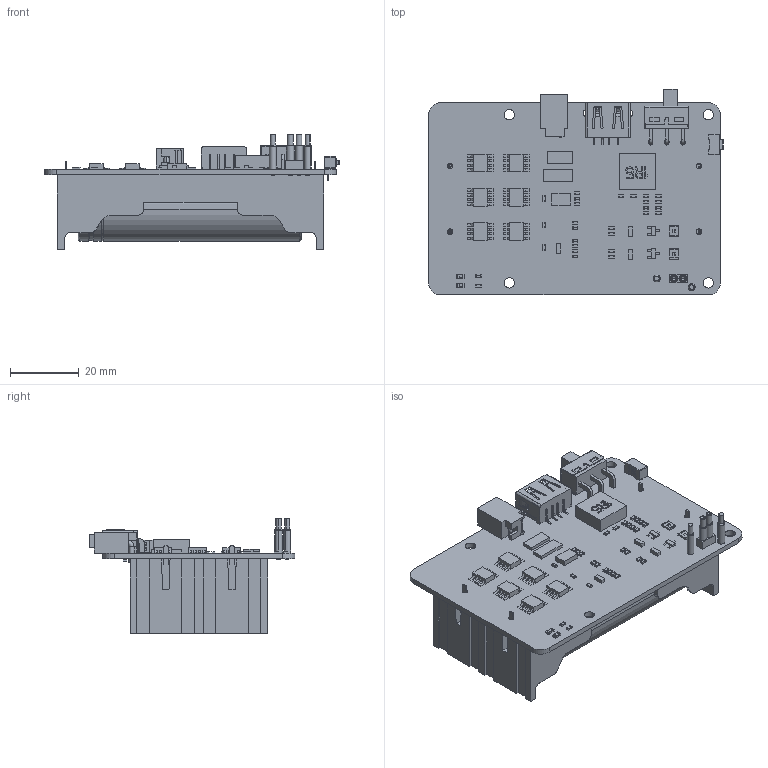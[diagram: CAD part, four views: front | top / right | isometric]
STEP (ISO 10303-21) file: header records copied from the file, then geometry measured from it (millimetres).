
FILE_DESCRIPTION((''),'2;1');
FILE_NAME('UPS_HAT_B__ASM','2024-03-15T16:04:08',('xiaojisheng'),(''),'CREO PARAMETRIC BY PTC INC, 2021063','CREO PARAMETRIC BY PTC INC, 2021063','');
FILE_SCHEMA(('CONFIG_CONTROL_DESIGN','SHAPE_APPEARANCE_LAYERS_GROUPS'));
Products named in the file (76): OPEN_CASCADE_STEP_TRANSLATOR_6_; BOARD_ASM; EXTRUDED-2310; 8041023504_ASM; U2_ASM; EXTRUDED-2533; 6382041136_ASM; EXTRUDED-2725; 6382041696_ASM; R7_ASM; R6_ASM; EXTRUDED-2999; 6382038416_ASM; EXTRUDED-3191; 6382038896_ASM; R5_ASM; R4_ASM; EXTRUDED-3469; 6400417104_ASM; EXTRUDED-3661; 6400417344_ASM; EXTRUDED-3853; 6399649936_ASM; EXTRUDED-4045; 6399649696_ASM; R2_ASM; C5_ASM; C4_ASM; C3_ASM; C2_ASM; C1_ASM; EXTRUDED-7004; 6400421344_ASM; EXTRUDED-7196; 6400421104_ASM; LED1_ASM; LED2_ASM; EXTRUDED-7483; 6607380432_ASM; EXTRUDED-7675 ...
Assembly tree (173 placements, depth 5):
  UPS_HAT_B__ASM
    PCB_ASM
      BOARD_ASM
        OPEN_CASCADE_STEP_TRANSLATOR_6_
      U2_ASM
        8041023504_ASM
          EXTRUDED-2310
      R7_ASM
        6382041136_ASM
          EXTRUDED-2533
        6382041696_ASM  x2
          EXTRUDED-2725
      R6_ASM
        6382041136_ASM
          EXTRUDED-2533
        6382041696_ASM  x2
          EXTRUDED-2725
      R5_ASM
        6382038416_ASM
          EXTRUDED-2999
        6382038896_ASM  x2
          EXTRUDED-3191
      R4_ASM
        6382038416_ASM
          EXTRUDED-2999
        6382038896_ASM  x2
          EXTRUDED-3191
      R2_ASM
        6400417104_ASM
          EXTRUDED-3469
        6400417344_ASM
          EXTRUDED-3661
        6399649936_ASM
          EXTRUDED-3853
        6399649696_ASM
          EXTRUDED-4045
      C5_ASM
        6382038416_ASM
          EXTRUDED-2999
        6382038896_ASM  x2
          EXTRUDED-3191
      C4_ASM
        6382038416_ASM
          EXTRUDED-2999
        6382038896_ASM  x2
          EXTRUDED-3191
      C3_ASM
        6382038416_ASM
          EXTRUDED-2999
        6382038896_ASM  x2
          EXTRUDED-3191
      C2_ASM
        6382038416_ASM
          EXTRUDED-2999
        6382038896_ASM  x2
          EXTRUDED-3191
      C1_ASM
        6382038416_ASM
          EXTRUDED-2999
        6382038896_ASM  x2
Bounding box: 85.83 x 60 x 33.35 mm (x, y, z)
Volume: 57446.5 mm3; surface area: 39008.5 mm2
Topology: 130 solids, 130 shells, 2340 faces, 5902 edges, 3898 vertices
Faces by surface type: plane 1879, cylinder 377, torus 54, sphere 16, cone 8, extrusion 4, bspline 2
Entity records: 66988 total; most frequent: CARTESIAN_POINT 10477, DIRECTION 9098, ORIENTED_EDGE 8776, EDGE_CURVE 4388, PRESENTATION_STYLE_ASSIGNMENT 3602, STYLED_ITEM 3585, VECTOR 3554, LINE 3550
